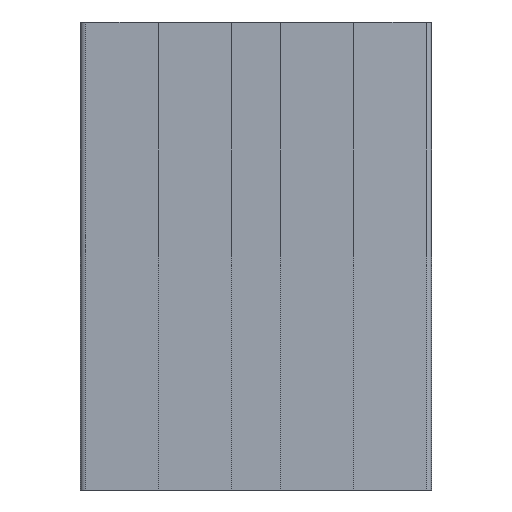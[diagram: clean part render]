
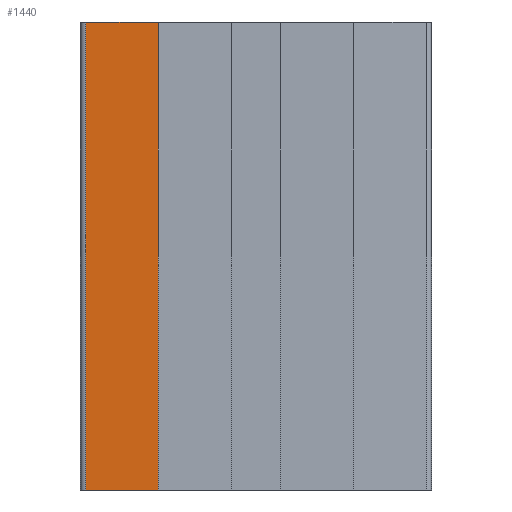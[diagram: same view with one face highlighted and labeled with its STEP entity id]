
A CAD part, front view. The second image highlights one B-rep face of the part: STEP entity #1440.
In plain terms, the highlighted planar face has unit normal (-0.037, -0.999, 0).
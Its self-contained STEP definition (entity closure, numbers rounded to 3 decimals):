
#128 = VECTOR ( 'NONE', #6298, 1000. ) ;
#217 = DIRECTION ( 'NONE',  ( 0.999, -0.037, 0. ) ) ;
#238 = CARTESIAN_POINT ( 'NONE',  ( -21.85, -59.15, -30. ) ) ;
#332 = EDGE_LOOP ( 'NONE', ( #4382, #4582, #1265, #913 ) ) ;
#842 = EDGE_CURVE ( 'NONE', #3016, #1882, #4540, .T. ) ;
#896 = DIRECTION ( 'NONE',  ( 0.037, 0.999, 0. ) ) ;
#904 = CARTESIAN_POINT ( 'NONE',  ( -12.5, -59.5, 30. ) ) ;
#913 = ORIENTED_EDGE ( 'NONE', *, *, #1991, .T. ) ;
#992 = LINE ( 'NONE', #6129, #2757 ) ;
#1221 = LINE ( 'NONE', #2726, #1907 ) ;
#1265 = ORIENTED_EDGE ( 'NONE', *, *, #842, .F. ) ;
#1369 = PLANE ( 'NONE',  #5231 ) ;
#1417 = VERTEX_POINT ( 'NONE', #2339 ) ;
#1440 = ADVANCED_FACE ( 'NONE', ( #6233 ), #1369, .F. ) ;
#1882 = VERTEX_POINT ( 'NONE', #5579 ) ;
#1907 = VECTOR ( 'NONE', #2681, 1000. ) ;
#1991 = EDGE_CURVE ( 'NONE', #3016, #4993, #1221, .T. ) ;
#2339 = CARTESIAN_POINT ( 'NONE',  ( -12.5, -59.5, -30. ) ) ;
#2681 = DIRECTION ( 'NONE',  ( 0., 0., -1. ) ) ;
#2726 = CARTESIAN_POINT ( 'NONE',  ( -21.85, -59.15, 30. ) ) ;
#2757 = VECTOR ( 'NONE', #217, 1000. ) ;
#3016 = VERTEX_POINT ( 'NONE', #4673 ) ;
#3664 = EDGE_CURVE ( 'NONE', #4993, #1417, #992, .T. ) ;
#4336 = CARTESIAN_POINT ( 'NONE',  ( -12.5, -59.5, 30. ) ) ;
#4354 = DIRECTION ( 'NONE',  ( -0.999, 0.037, 0. ) ) ;
#4382 = ORIENTED_EDGE ( 'NONE', *, *, #3664, .T. ) ;
#4540 = LINE ( 'NONE', #5336, #5917 ) ;
#4582 = ORIENTED_EDGE ( 'NONE', *, *, #5251, .F. ) ;
#4673 = CARTESIAN_POINT ( 'NONE',  ( -21.85, -59.15, 30. ) ) ;
#4824 = DIRECTION ( 'NONE',  ( 0.999, -0.037, 0. ) ) ;
#4993 = VERTEX_POINT ( 'NONE', #238 ) ;
#5231 = AXIS2_PLACEMENT_3D ( 'NONE', #4336, #896, #4354 ) ;
#5251 = EDGE_CURVE ( 'NONE', #1882, #1417, #5605, .T. ) ;
#5336 = CARTESIAN_POINT ( 'NONE',  ( -12.5, -59.5, 30. ) ) ;
#5579 = CARTESIAN_POINT ( 'NONE',  ( -12.5, -59.5, 30. ) ) ;
#5605 = LINE ( 'NONE', #904, #128 ) ;
#5917 = VECTOR ( 'NONE', #4824, 1000. ) ;
#6129 = CARTESIAN_POINT ( 'NONE',  ( -12.5, -59.5, -30. ) ) ;
#6233 = FACE_OUTER_BOUND ( 'NONE', #332, .T. ) ;
#6298 = DIRECTION ( 'NONE',  ( 0., 0., -1. ) ) ;
